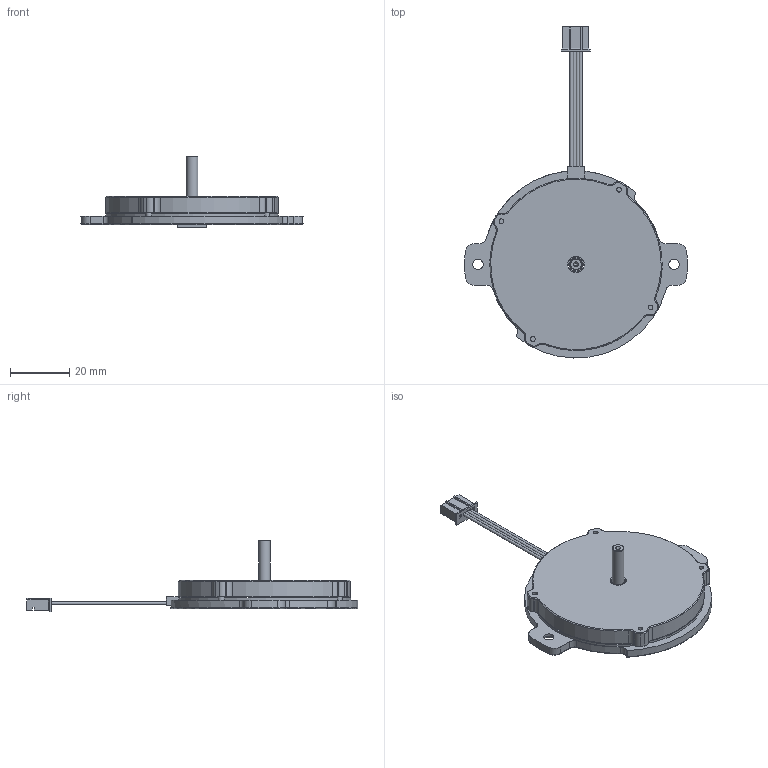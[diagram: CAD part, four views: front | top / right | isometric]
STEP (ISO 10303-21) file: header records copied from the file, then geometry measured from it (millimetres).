
FILE_DESCRIPTION((''),'2;1');
FILE_NAME('ST6318F1004-A.stp','2015-04-01T13:33:55',('schneid_a'),(''),'Autodesk Inventor 2010','Autodesk Inventor 2010','');
FILE_SCHEMA(('AUTOMOTIVE_DESIGN { 1 0 10303 214 1 1 1 1 }'));
Length unit declared in the file: millimetre
Products named in the file (1): ST6318F1004-A
Bounding box: 74.94 x 111.71 x 24.1 mm (x, y, z)
Surface area: 10449.6 mm2 (no closed solid volume)
Topology: 0 solids, 24 shells, 253 faces, 883 edges, 613 vertices
Faces by surface type: plane 122, cylinder 70, torus 29, cone 28, bspline 4
Full cylindrical faces by diameter (mm): 1 x4, 2 x4, 2.1 x1, 3.5 x2, 3.6 x4, 3.95 x1, 4 x1, 6.5 x2
Entity records: 9595 total; most frequent: CARTESIAN_POINT 1766, DIRECTION 1651, ORIENTED_EDGE 1312, EDGE_CURVE 833, VERTEX_POINT 603, AXIS2_PLACEMENT_3D 572, VECTOR 507, LINE 507
